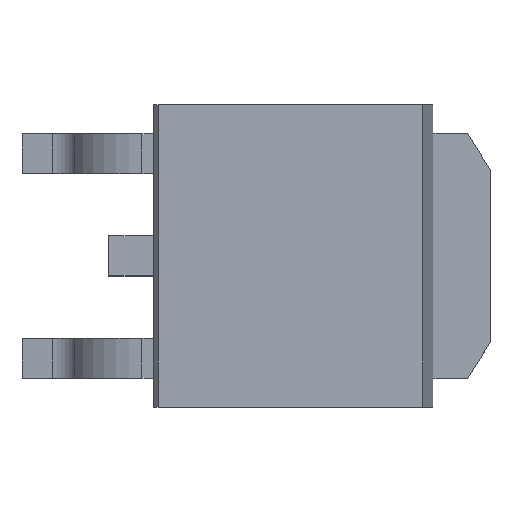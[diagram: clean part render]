
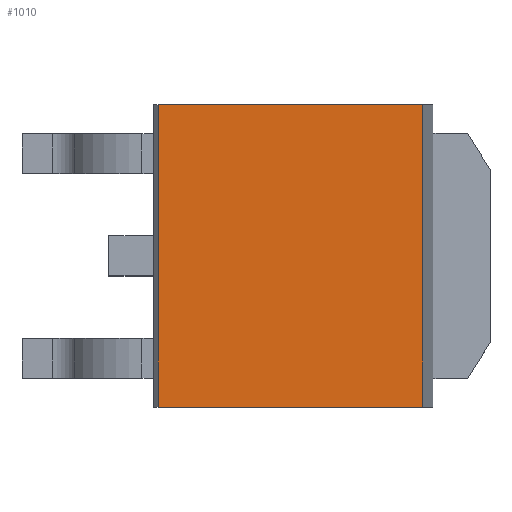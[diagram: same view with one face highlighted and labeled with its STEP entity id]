
A CAD part, top view. The second image highlights one B-rep face of the part: STEP entity #1010.
In plain terms, the highlighted planar face has unit normal (0, 0, 1).
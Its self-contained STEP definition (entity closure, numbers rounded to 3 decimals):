
#106=FACE_OUTER_BOUND('',#164,.T.);
#164=EDGE_LOOP('',(#899,#900,#901,#902));
#268=LINE('',#1633,#388);
#276=LINE('',#1646,#396);
#279=LINE('',#1652,#399);
#281=LINE('',#1656,#401);
#388=VECTOR('',#1347,1.);
#396=VECTOR('',#1357,1.);
#399=VECTOR('',#1362,1.);
#401=VECTOR('',#1366,1.);
#486=VERTEX_POINT('',#1630);
#487=VERTEX_POINT('',#1632);
#489=VERTEX_POINT('',#1639);
#492=VERTEX_POINT('',#1648);
#614=EDGE_CURVE('',#487,#486,#268,.T.);
#622=EDGE_CURVE('',#487,#489,#276,.T.);
#625=EDGE_CURVE('',#492,#489,#279,.T.);
#627=EDGE_CURVE('',#486,#492,#281,.T.);
#899=ORIENTED_EDGE('',*,*,#627,.T.);
#900=ORIENTED_EDGE('',*,*,#625,.T.);
#901=ORIENTED_EDGE('',*,*,#622,.F.);
#902=ORIENTED_EDGE('',*,*,#614,.T.);
#952=PLANE('',#1109);
#1010=ADVANCED_FACE('',(#106),#952,.T.);
#1109=AXIS2_PLACEMENT_3D('',#1664,#1378,#1379);
#1347=DIRECTION('',(0.,1.,0.));
#1357=DIRECTION('',(-1.,0.,0.));
#1362=DIRECTION('',(0.,-1.,0.));
#1366=DIRECTION('',(-1.,0.,0.));
#1378=DIRECTION('center_axis',(0.,0.,1.));
#1379=DIRECTION('ref_axis',(0.,-1.,0.));
#1630=CARTESIAN_POINT('',(3.706,3.365,2.453));
#1632=CARTESIAN_POINT('',(3.706,-3.365,2.453));
#1633=CARTESIAN_POINT('',(3.706,-3.365,2.453));
#1639=CARTESIAN_POINT('',(-2.193,-3.365,2.453));
#1646=CARTESIAN_POINT('',(3.706,-3.365,2.453));
#1648=CARTESIAN_POINT('',(-2.193,3.365,2.453));
#1652=CARTESIAN_POINT('',(-2.193,3.365,2.453));
#1656=CARTESIAN_POINT('',(3.706,3.365,2.453));
#1664=CARTESIAN_POINT('Origin',(3.707,-3.365,2.453));
